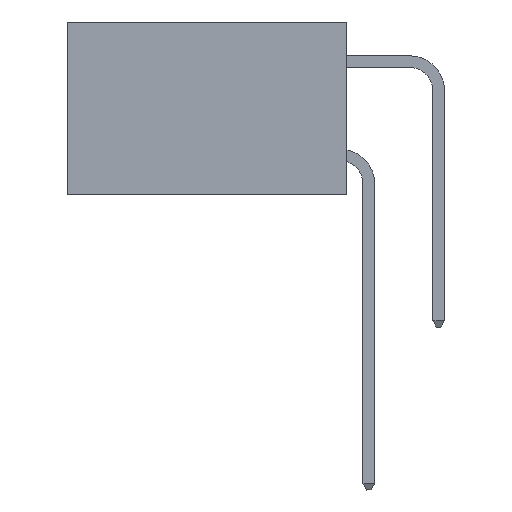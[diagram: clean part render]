
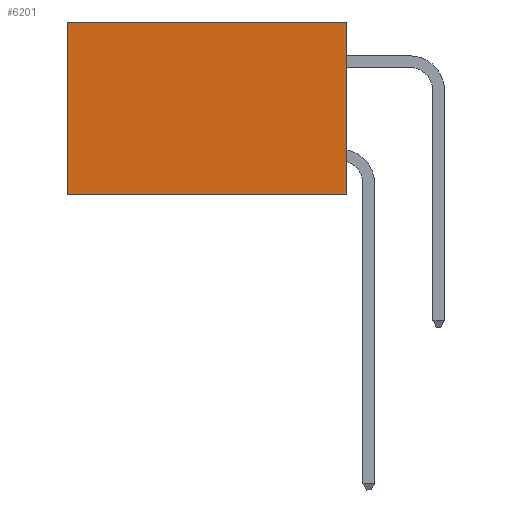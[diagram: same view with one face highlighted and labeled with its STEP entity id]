
A CAD part, left-side view. The second image highlights one B-rep face of the part: STEP entity #6201.
In plain terms, the highlighted planar face has unit normal (-1, 0, 0).
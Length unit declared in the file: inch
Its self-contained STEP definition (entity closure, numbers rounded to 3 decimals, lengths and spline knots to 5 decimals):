
#718 = VERTEX_POINT ( 'NONE', #18181 ) ;
#1438 = ORIENTED_EDGE ( 'NONE', *, *, #9028, .T. ) ;
#2679 = LINE ( 'NONE', #5989, #12876 ) ;
#3010 = VECTOR ( 'NONE', #3654, 39.37008 ) ;
#3075 = DIRECTION ( 'NONE',  ( 0., 1., 0. ) ) ;
#3370 = DIRECTION ( 'NONE',  ( 0., 0., -1. ) ) ;
#3654 = DIRECTION ( 'NONE',  ( 0., 1., 0. ) ) ;
#4026 = DIRECTION ( 'NONE',  ( 1., 0., 0. ) ) ;
#5989 = CARTESIAN_POINT ( 'NONE',  ( 0.2875, 0.6, 0. ) ) ;
#6201 = ADVANCED_FACE ( 'NONE', ( #13812 ), #11808, .F. ) ;
#7895 = LINE ( 'NONE', #32171, #3010 ) ;
#9028 = EDGE_CURVE ( 'NONE', #31973, #718, #2679, .T. ) ;
#10821 = EDGE_CURVE ( 'NONE', #32850, #16215, #18384, .T. ) ;
#11109 = VECTOR ( 'NONE', #19920, 39.37008 ) ;
#11808 = PLANE ( 'NONE',  #21833 ) ;
#12521 = VECTOR ( 'NONE', #3075, 39.37008 ) ;
#12636 = CARTESIAN_POINT ( 'NONE',  ( 0.2875, 0., 0. ) ) ;
#12876 = VECTOR ( 'NONE', #3370, 39.37008 ) ;
#13812 = FACE_OUTER_BOUND ( 'NONE', #24836, .T. ) ;
#14308 = CARTESIAN_POINT ( 'NONE',  ( 0.2875, 0., 0. ) ) ;
#16215 = VERTEX_POINT ( 'NONE', #32174 ) ;
#17356 = CARTESIAN_POINT ( 'NONE',  ( 0.2875, 0., 0. ) ) ;
#17398 = LINE ( 'NONE', #26447, #12521 ) ;
#18181 = CARTESIAN_POINT ( 'NONE',  ( 0.2875, 0.6, -0.37 ) ) ;
#18384 = LINE ( 'NONE', #14308, #11109 ) ;
#19920 = DIRECTION ( 'NONE',  ( 0., 0., -1. ) ) ;
#21833 = AXIS2_PLACEMENT_3D ( 'NONE', #17356, #4026, #29912 ) ;
#24836 = EDGE_LOOP ( 'NONE', ( #1438, #28026, #26356, #25010 ) ) ;
#25010 = ORIENTED_EDGE ( 'NONE', *, *, #30873, .T. ) ;
#26356 = ORIENTED_EDGE ( 'NONE', *, *, #10821, .F. ) ;
#26447 = CARTESIAN_POINT ( 'NONE',  ( 0.2875, 0., 0. ) ) ;
#27333 = CARTESIAN_POINT ( 'NONE',  ( 0.2875, 0.6, 0. ) ) ;
#28026 = ORIENTED_EDGE ( 'NONE', *, *, #32453, .F. ) ;
#29912 = DIRECTION ( 'NONE',  ( 0., 0., -1. ) ) ;
#30873 = EDGE_CURVE ( 'NONE', #32850, #31973, #17398, .T. ) ;
#31973 = VERTEX_POINT ( 'NONE', #27333 ) ;
#32171 = CARTESIAN_POINT ( 'NONE',  ( 0.2875, 0., -0.37 ) ) ;
#32174 = CARTESIAN_POINT ( 'NONE',  ( 0.2875, 0., -0.37 ) ) ;
#32453 = EDGE_CURVE ( 'NONE', #16215, #718, #7895, .T. ) ;
#32850 = VERTEX_POINT ( 'NONE', #12636 ) ;
